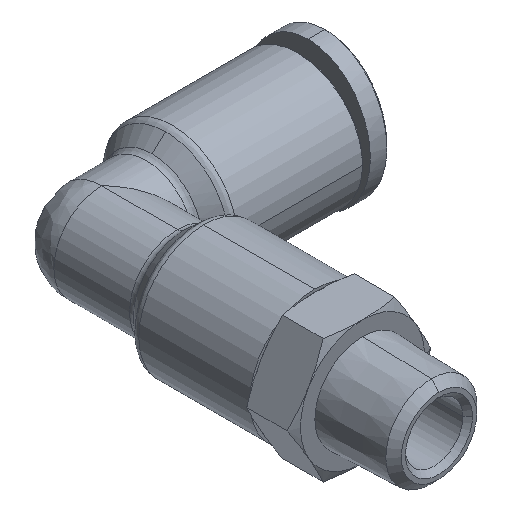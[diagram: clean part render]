
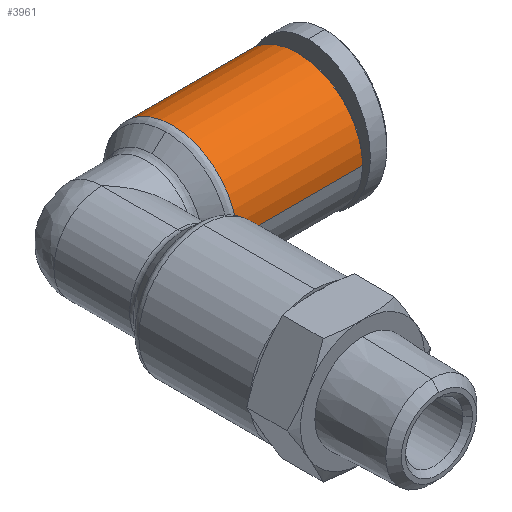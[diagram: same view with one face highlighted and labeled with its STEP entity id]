
A CAD part, isometric view. The second image highlights one B-rep face of the part: STEP entity #3961.
In plain terms, the highlighted cylindrical face has radius 6.8 mm (diameter 13.6 mm), a partial arc.
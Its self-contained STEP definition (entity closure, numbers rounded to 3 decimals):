
#2 = ORIENTED_EDGE ( 'NONE', *, *, #2641, .T. ) ;
#279 = DIRECTION ( 'NONE',  ( 1., 0., 0. ) ) ;
#443 = LINE ( 'NONE', #15016, #2005 ) ;
#497 = CARTESIAN_POINT ( 'NONE',  ( 4.528, 0., -6.8 ) ) ;
#797 = ORIENTED_EDGE ( 'NONE', *, *, #1108, .F. ) ;
#906 = AXIS2_PLACEMENT_3D ( 'NONE', #11500, #279, #6366 ) ;
#1032 = DIRECTION ( 'NONE',  ( 0., 0., -1. ) ) ;
#1108 = EDGE_CURVE ( 'NONE', #2448, #11177, #443, .T. ) ;
#1652 = DIRECTION ( 'NONE',  ( 1., 0., 0. ) ) ;
#1890 = EDGE_CURVE ( 'NONE', #7022, #3401, #13845, .T. ) ;
#2005 = VECTOR ( 'NONE', #4018, 1000. ) ;
#2448 = VERTEX_POINT ( 'NONE', #7575 ) ;
#2641 = EDGE_CURVE ( 'NONE', #2448, #7381, #4167, .T. ) ;
#3401 = VERTEX_POINT ( 'NONE', #5215 ) ;
#3438 = VECTOR ( 'NONE', #1652, 1000. ) ;
#3961 = ADVANCED_FACE ( 'NONE', ( #7359 ), #12127, .T. ) ;
#4018 = DIRECTION ( 'NONE',  ( 1., 0., 0. ) ) ;
#4167 = CIRCLE ( 'NONE', #14405, 6.8 ) ;
#4908 = CARTESIAN_POINT ( 'NONE',  ( 13.028, 0., 6.8 ) ) ;
#5021 = DIRECTION ( 'NONE',  ( 0., 0., -1. ) ) ;
#5080 = AXIS2_PLACEMENT_3D ( 'NONE', #14726, #9583, #1032 ) ;
#5215 = CARTESIAN_POINT ( 'NONE',  ( 13.028, -6.8, 0. ) ) ;
#6366 = DIRECTION ( 'NONE',  ( 0., 0., -1. ) ) ;
#6813 = DIRECTION ( 'NONE',  ( 0., 0., -1. ) ) ;
#7022 = VERTEX_POINT ( 'NONE', #14057 ) ;
#7359 = FACE_OUTER_BOUND ( 'NONE', #8629, .T. ) ;
#7381 = VERTEX_POINT ( 'NONE', #14451 ) ;
#7575 = CARTESIAN_POINT ( 'NONE',  ( -0.089, 0., 6.8 ) ) ;
#7616 = ORIENTED_EDGE ( 'NONE', *, *, #1890, .T. ) ;
#7815 = EDGE_CURVE ( 'NONE', #7381, #7022, #14227, .T. ) ;
#8192 = EDGE_CURVE ( 'NONE', #3401, #11177, #8327, .T. ) ;
#8235 = AXIS2_PLACEMENT_3D ( 'NONE', #11160, #12386, #5021 ) ;
#8327 = CIRCLE ( 'NONE', #5080, 6.8 ) ;
#8629 = EDGE_LOOP ( 'NONE', ( #797, #2, #10910, #7616, #15846 ) ) ;
#9583 = DIRECTION ( 'NONE',  ( -1., 0., 0. ) ) ;
#10910 = ORIENTED_EDGE ( 'NONE', *, *, #7815, .T. ) ;
#11160 = CARTESIAN_POINT ( 'NONE',  ( 13.028, 0., 0. ) ) ;
#11177 = VERTEX_POINT ( 'NONE', #4908 ) ;
#11500 = CARTESIAN_POINT ( 'NONE',  ( 4.528, 0., 0. ) ) ;
#11675 = CARTESIAN_POINT ( 'NONE',  ( -0.089, 0., 0. ) ) ;
#12127 = CYLINDRICAL_SURFACE ( 'NONE', #906, 6.8 ) ;
#12386 = DIRECTION ( 'NONE',  ( -1., 0., 0. ) ) ;
#13845 = CIRCLE ( 'NONE', #8235, 6.8 ) ;
#14057 = CARTESIAN_POINT ( 'NONE',  ( 13.028, 0., -6.8 ) ) ;
#14122 = DIRECTION ( 'NONE',  ( 1., 0., 0. ) ) ;
#14227 = LINE ( 'NONE', #497, #3438 ) ;
#14405 = AXIS2_PLACEMENT_3D ( 'NONE', #11675, #14122, #6813 ) ;
#14451 = CARTESIAN_POINT ( 'NONE',  ( -0.089, 0., -6.8 ) ) ;
#14726 = CARTESIAN_POINT ( 'NONE',  ( 13.028, 0., 0. ) ) ;
#15016 = CARTESIAN_POINT ( 'NONE',  ( 4.528, 0., 6.8 ) ) ;
#15846 = ORIENTED_EDGE ( 'NONE', *, *, #8192, .T. ) ;
